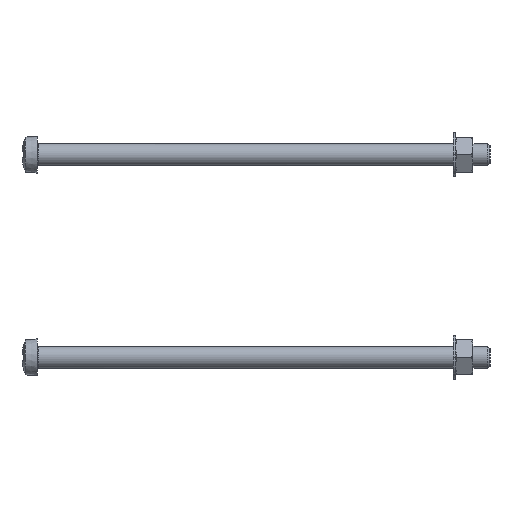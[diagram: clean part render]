
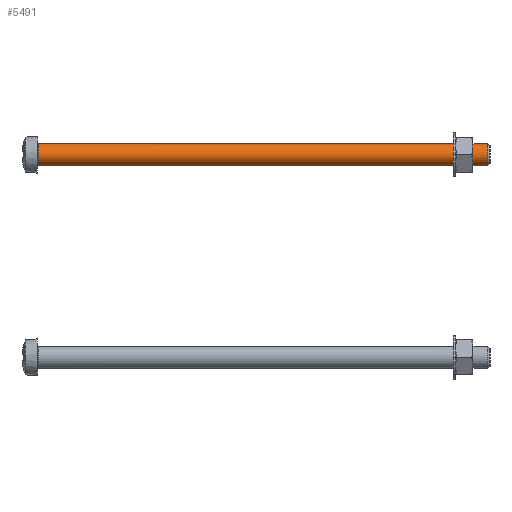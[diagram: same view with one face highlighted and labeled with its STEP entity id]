
A CAD part, left-side view. The second image highlights one B-rep face of the part: STEP entity #5491.
In plain terms, the highlighted cylindrical face has radius 2.5 mm (diameter 5 mm), a partial arc.
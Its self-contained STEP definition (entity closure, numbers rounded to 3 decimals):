
#4105=DIRECTION('',(0.,-1.,0.));
#4106=VECTOR('',#4105,3.4);
#4107=CARTESIAN_POINT('',(-107.5,-41.,-25.75));
#4108=LINE('',#4107,#4106);
#4114=DIRECTION('',(0.,1.,0.));
#4115=VECTOR('',#4114,3.4);
#4116=CARTESIAN_POINT('',(-107.5,-44.4,-20.75));
#4117=LINE('',#4116,#4115);
#4127=DIRECTION('',(0.,1.,0.));
#4128=VECTOR('',#4127,95.7);
#4129=CARTESIAN_POINT('',(-107.5,-37.,-20.75));
#4130=LINE('',#4129,#4128);
#4136=DIRECTION('',(0.,-1.,0.));
#4137=VECTOR('',#4136,95.7);
#4138=CARTESIAN_POINT('',(-107.5,58.7,-25.75));
#4139=LINE('',#4138,#4137);
#4542=CARTESIAN_POINT('',(-107.5,-41.,-23.25));
#4543=DIRECTION('',(0.,-1.,0.));
#4544=DIRECTION('',(0.,0.,1.));
#4545=AXIS2_PLACEMENT_3D('',#4542,#4543,#4544);
#4547=CARTESIAN_POINT('',(-107.5,-44.4,-23.25));
#4548=DIRECTION('',(0.,-1.,0.));
#4549=DIRECTION('',(0.,0.,1.));
#4550=AXIS2_PLACEMENT_3D('',#4547,#4548,#4549);
#4552=CARTESIAN_POINT('',(-107.5,-41.,-23.25));
#4553=DIRECTION('',(0.,-1.,0.));
#4554=DIRECTION('',(-0.09,0.,-0.996));
#4555=AXIS2_PLACEMENT_3D('',#4552,#4553,#4554);
#4557=CARTESIAN_POINT('',(-109.044,-40.75,-25.216));
#4558=CARTESIAN_POINT('',(-108.997,-40.759,
-25.253));
#4559=CARTESIAN_POINT('',(-108.901,-40.779,
-25.323));
#4560=CARTESIAN_POINT('',(-108.748,-40.809,
-25.419));
#4561=CARTESIAN_POINT('',(-108.589,-40.839,
-25.503));
#4562=CARTESIAN_POINT('',(-108.424,-40.871,
-25.575));
#4563=CARTESIAN_POINT('',(-108.255,-40.903,
-25.636));
#4564=CARTESIAN_POINT('',(-108.081,-40.935,
-25.684));
#4565=CARTESIAN_POINT('',(-107.904,-40.968,
-25.719));
#4566=CARTESIAN_POINT('',(-107.785,-40.989,
-25.734));
#4567=CARTESIAN_POINT('',(-107.725,-41.,-25.74));
#4569=DIRECTION('',(0.,-1.,0.));
#4570=VECTOR('',#4569,3.5);
#4571=CARTESIAN_POINT('',(-109.044,-37.25,
-25.216));
#4572=LINE('',#4571,#4570);
#4573=CARTESIAN_POINT('',(-109.044,-37.25,
-25.216));
#4574=CARTESIAN_POINT('',(-108.997,-37.241,
-25.253));
#4575=CARTESIAN_POINT('',(-108.901,-37.221,
-25.323));
#4576=CARTESIAN_POINT('',(-108.748,-37.191,
-25.419));
#4577=CARTESIAN_POINT('',(-108.589,-37.161,
-25.503));
#4578=CARTESIAN_POINT('',(-108.424,-37.129,
-25.575));
#4579=CARTESIAN_POINT('',(-108.255,-37.097,
-25.636));
#4580=CARTESIAN_POINT('',(-108.081,-37.065,
-25.684));
#4581=CARTESIAN_POINT('',(-107.904,-37.032,
-25.719));
#4582=CARTESIAN_POINT('',(-107.785,-37.011,
-25.734));
#4583=CARTESIAN_POINT('',(-107.725,-37.,-25.74));
#4585=CARTESIAN_POINT('',(-107.5,-37.,-23.25));
#4586=DIRECTION('',(0.,-1.,0.));
#4587=DIRECTION('',(-0.09,0.,-0.996));
#4588=AXIS2_PLACEMENT_3D('',#4585,#4586,#4587);
#4590=CARTESIAN_POINT('',(-107.5,-37.,-23.25));
#4591=DIRECTION('',(0.,-1.,0.));
#4592=DIRECTION('',(0.,0.,1.));
#4593=AXIS2_PLACEMENT_3D('',#4590,#4591,#4592);
#4595=CARTESIAN_POINT('',(-107.725,-37.,-20.76));
#4596=CARTESIAN_POINT('',(-107.785,-37.011,
-20.766));
#4597=CARTESIAN_POINT('',(-107.904,-37.032,
-20.781));
#4598=CARTESIAN_POINT('',(-108.081,-37.065,
-20.816));
#4599=CARTESIAN_POINT('',(-108.255,-37.097,
-20.864));
#4600=CARTESIAN_POINT('',(-108.424,-37.129,
-20.925));
#4601=CARTESIAN_POINT('',(-108.589,-37.161,
-20.997));
#4602=CARTESIAN_POINT('',(-108.748,-37.191,
-21.081));
#4603=CARTESIAN_POINT('',(-108.901,-37.221,
-21.177));
#4604=CARTESIAN_POINT('',(-108.997,-37.241,
-21.247));
#4605=CARTESIAN_POINT('',(-109.044,-37.25,
-21.284));
#4607=DIRECTION('',(0.,-1.,0.));
#4608=VECTOR('',#4607,3.5);
#4609=CARTESIAN_POINT('',(-109.044,-37.25,
-21.284));
#4610=LINE('',#4609,#4608);
#4611=CARTESIAN_POINT('',(-107.725,-41.,-20.76));
#4612=CARTESIAN_POINT('',(-107.785,-40.989,
-20.766));
#4613=CARTESIAN_POINT('',(-107.904,-40.968,
-20.781));
#4614=CARTESIAN_POINT('',(-108.081,-40.935,
-20.816));
#4615=CARTESIAN_POINT('',(-108.255,-40.903,
-20.864));
#4616=CARTESIAN_POINT('',(-108.424,-40.871,
-20.925));
#4617=CARTESIAN_POINT('',(-108.589,-40.839,
-20.997));
#4618=CARTESIAN_POINT('',(-108.748,-40.809,
-21.081));
#4619=CARTESIAN_POINT('',(-108.901,-40.779,
-21.177));
#4620=CARTESIAN_POINT('',(-108.997,-40.759,
-21.247));
#4621=CARTESIAN_POINT('',(-109.044,-40.75,-21.284));
#4671=CARTESIAN_POINT('',(-107.5,58.7,-23.25));
#4672=DIRECTION('',(0.,-1.,0.));
#4673=DIRECTION('',(0.,0.,1.));
#4674=AXIS2_PLACEMENT_3D('',#4671,#4672,#4673);
#4904=CARTESIAN_POINT('',(-107.5,-44.4,-25.75));
#4905=VERTEX_POINT('',#4904);
#4906=CARTESIAN_POINT('',(-107.5,-44.4,-20.75));
#4907=VERTEX_POINT('',#4906);
#4908=CARTESIAN_POINT('',(-107.5,58.7,-20.75));
#4909=CARTESIAN_POINT('',(-107.5,58.7,-25.75));
#4910=VERTEX_POINT('',#4908);
#4911=VERTEX_POINT('',#4909);
#5016=CARTESIAN_POINT('',(-107.5,-41.,-20.75));
#5017=CARTESIAN_POINT('',(-107.725,-41.,-20.76));
#5018=VERTEX_POINT('',#5016);
#5019=VERTEX_POINT('',#5017);
#5020=CARTESIAN_POINT('',(-107.725,-41.,-25.74));
#5021=CARTESIAN_POINT('',(-107.5,-41.,-25.75));
#5022=VERTEX_POINT('',#5020);
#5023=VERTEX_POINT('',#5021);
#5024=VERTEX_POINT('',#4557);
#5025=VERTEX_POINT('',#4621);
#5026=CARTESIAN_POINT('',(-109.044,-37.25,
-21.284));
#5027=VERTEX_POINT('',#5026);
#5028=CARTESIAN_POINT('',(-109.044,-37.25,
-25.216));
#5029=VERTEX_POINT('',#5028);
#5030=VERTEX_POINT('',#4583);
#5031=CARTESIAN_POINT('',(-107.5,-37.,-20.75));
#5032=CARTESIAN_POINT('',(-107.725,-37.,-20.76));
#5033=VERTEX_POINT('',#5031);
#5034=VERTEX_POINT('',#5032);
#5035=CARTESIAN_POINT('',(-107.5,-37.,-25.75));
#5036=VERTEX_POINT('',#5035);
#5458=CARTESIAN_POINT('',(-107.5,60.762,-23.25));
#5459=DIRECTION('',(0.,-1.,0.));
#5460=DIRECTION('',(0.,0.,1.));
#5461=AXIS2_PLACEMENT_3D('',#5458,#5459,#5460);
#5462=CYLINDRICAL_SURFACE('',#5461,2.5);
#5463=ORIENTED_EDGE('',*,*,#5233,.F.);
#5464=ORIENTED_EDGE('',*,*,#5170,.F.);
#5466=ORIENTED_EDGE('',*,*,#5465,.T.);
#5467=ORIENTED_EDGE('',*,*,#5166,.F.);
#5468=ORIENTED_EDGE('',*,*,#5237,.F.);
#5470=ORIENTED_EDGE('',*,*,#5469,.F.);
#5472=ORIENTED_EDGE('',*,*,#5471,.F.);
#5474=ORIENTED_EDGE('',*,*,#5473,.T.);
#5476=ORIENTED_EDGE('',*,*,#5475,.T.);
#5477=ORIENTED_EDGE('',*,*,#5195,.F.);
#5479=ORIENTED_EDGE('',*,*,#5478,.F.);
#5480=ORIENTED_EDGE('',*,*,#5191,.F.);
#5482=ORIENTED_EDGE('',*,*,#5481,.T.);
#5484=ORIENTED_EDGE('',*,*,#5483,.T.);
#5486=ORIENTED_EDGE('',*,*,#5485,.T.);
#5488=ORIENTED_EDGE('',*,*,#5487,.F.);
#5489=EDGE_LOOP('',(#5463,#5464,#5466,#5467,#5468,#5470,#5472,#5474,#5476,#5477,
#5479,#5480,#5482,#5484,#5486,#5488));
#5490=FACE_OUTER_BOUND('',#5489,.F.);
#4546=CIRCLE('',#4545,2.5);
#4551=CIRCLE('',#4550,2.5);
#4556=CIRCLE('',#4555,2.5);
#4568=B_SPLINE_CURVE_WITH_KNOTS('',3,(#4557,#4558,#4559,#4560,#4561,#4562,#4563,
#4564,#4565,#4566,#4567),.UNSPECIFIED.,.F.,.F.,(4,1,1,1,1,1,1,1,4),(0.,
0.125,0.25,0.375,0.5,0.625,0.75,0.875,1.),.UNSPECIFIED.);
#4584=B_SPLINE_CURVE_WITH_KNOTS('',3,(#4573,#4574,#4575,#4576,#4577,#4578,#4579,
#4580,#4581,#4582,#4583),.UNSPECIFIED.,.F.,.F.,(4,1,1,1,1,1,1,1,4),(0.,
0.125,0.25,0.375,0.5,0.625,0.75,0.875,1.),.UNSPECIFIED.);
#4589=CIRCLE('',#4588,2.5);
#4594=CIRCLE('',#4593,2.5);
#4606=B_SPLINE_CURVE_WITH_KNOTS('',3,(#4595,#4596,#4597,#4598,#4599,#4600,#4601,
#4602,#4603,#4604,#4605),.UNSPECIFIED.,.F.,.F.,(4,1,1,1,1,1,1,1,4),(0.,
0.125,0.25,0.375,0.5,0.625,0.75,0.875,1.),.UNSPECIFIED.);
#4622=B_SPLINE_CURVE_WITH_KNOTS('',3,(#4611,#4612,#4613,#4614,#4615,#4616,#4617,
#4618,#4619,#4620,#4621),.UNSPECIFIED.,.F.,.F.,(4,1,1,1,1,1,1,1,4),(0.,
0.125,0.25,0.375,0.5,0.625,0.75,0.875,1.),.UNSPECIFIED.);
#4675=CIRCLE('',#4674,2.5);
#5166=EDGE_CURVE('',#5023,#4905,#4108,.T.);
#5170=EDGE_CURVE('',#4907,#5018,#4117,.T.);
#5191=EDGE_CURVE('',#5033,#4910,#4130,.T.);
#5195=EDGE_CURVE('',#4911,#5036,#4139,.T.);
#5233=EDGE_CURVE('',#5018,#5019,#4546,.T.);
#5237=EDGE_CURVE('',#5022,#5023,#4556,.T.);
#5465=EDGE_CURVE('',#4907,#4905,#4551,.T.);
#5469=EDGE_CURVE('',#5024,#5022,#4568,.T.);
#5471=EDGE_CURVE('',#5029,#5024,#4572,.T.);
#5473=EDGE_CURVE('',#5029,#5030,#4584,.T.);
#5475=EDGE_CURVE('',#5030,#5036,#4589,.T.);
#5478=EDGE_CURVE('',#4910,#4911,#4675,.T.);
#5481=EDGE_CURVE('',#5033,#5034,#4594,.T.);
#5483=EDGE_CURVE('',#5034,#5027,#4606,.T.);
#5485=EDGE_CURVE('',#5027,#5025,#4610,.T.);
#5487=EDGE_CURVE('',#5019,#5025,#4622,.T.);
#5491=ADVANCED_FACE('',(#5490),#5462,.T.);
